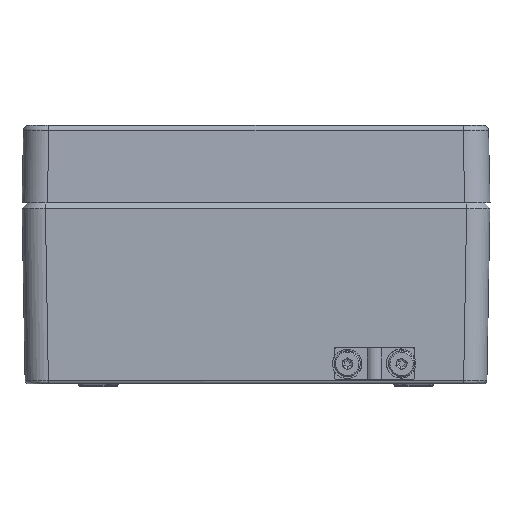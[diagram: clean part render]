
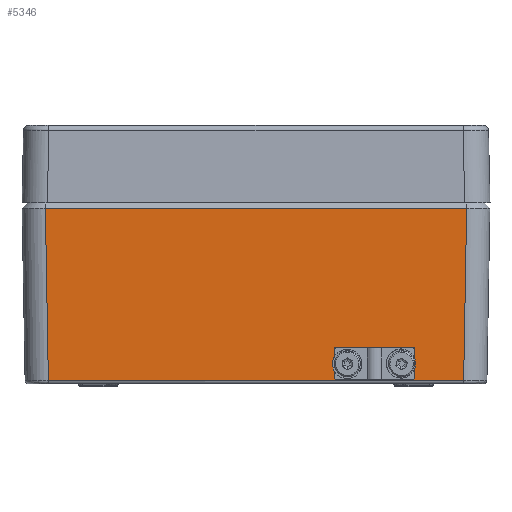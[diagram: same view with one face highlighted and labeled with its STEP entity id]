
A CAD part, left-side view. The second image highlights one B-rep face of the part: STEP entity #5346.
In plain terms, the highlighted planar face has unit normal (-1, 0, -0.018).
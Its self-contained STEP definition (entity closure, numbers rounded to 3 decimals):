
#43 = VERTEX_POINT('',#44);
#44 = CARTESIAN_POINT('',(-89.47,-35.304,-59.027)
  );
#50 = EDGE_CURVE('',#51,#43,#53,.T.);
#51 = VERTEX_POINT('',#52);
#52 = CARTESIAN_POINT('',(-89.365,-35.304,-65.026)
  );
#53 = CIRCLE('',#54,3.);
#54 = AXIS2_PLACEMENT_3D('',#55,#56,#57);
#55 = CARTESIAN_POINT('',(-89.417,-35.304,-62.027)
  );
#56 = DIRECTION('',(-1.,0.,-0.017));
#57 = DIRECTION('',(-0.017,0.,1.));
#85 = VERTEX_POINT('',#86);
#86 = CARTESIAN_POINT('',(-89.47,-56.304,-59.027)
  );
#92 = EDGE_CURVE('',#93,#85,#95,.T.);
#93 = VERTEX_POINT('',#94);
#94 = CARTESIAN_POINT('',(-89.365,-56.304,-65.026)
  );
#95 = CIRCLE('',#96,3.);
#96 = AXIS2_PLACEMENT_3D('',#97,#98,#99);
#97 = CARTESIAN_POINT('',(-89.417,-56.304,-62.027)
  );
#98 = DIRECTION('',(-1.,0.,-0.017));
#99 = DIRECTION('',(-0.017,0.,1.));
#3675 = VERTEX_POINT('',#3676);
#3676 = CARTESIAN_POINT('',(-89.304,80.305,
    -68.526));
#3691 = VERTEX_POINT('',#3692);
#3692 = CARTESIAN_POINT('',(-89.304,-80.305,
    -68.526));
#3705 = EDGE_CURVE('',#3691,#3675,#3706,.T.);
#3706 = LINE('',#3707,#3708);
#3707 = CARTESIAN_POINT('',(-89.304,0.11,
    -68.526));
#3708 = VECTOR('',#3709,1.);
#3709 = DIRECTION('',(0.,1.,0.));
#5346 = ADVANCED_FACE('',(#5347,#5357,#5367),#5392,.F.);
#5347 = FACE_BOUND('',#5348,.T.);
#5348 = EDGE_LOOP('',(#5349,#5356));
#5349 = ORIENTED_EDGE('',*,*,#5350,.F.);
#5350 = EDGE_CURVE('',#43,#51,#5351,.T.);
#5351 = CIRCLE('',#5352,3.);
#5352 = AXIS2_PLACEMENT_3D('',#5353,#5354,#5355);
#5353 = CARTESIAN_POINT('',(-89.417,-35.304,
    -62.027));
#5354 = DIRECTION('',(-1.,0.,-0.017));
#5355 = DIRECTION('',(-0.017,0.,1.));
#5356 = ORIENTED_EDGE('',*,*,#50,.F.);
#5357 = FACE_BOUND('',#5358,.T.);
#5358 = EDGE_LOOP('',(#5359,#5366));
#5359 = ORIENTED_EDGE('',*,*,#5360,.F.);
#5360 = EDGE_CURVE('',#85,#93,#5361,.T.);
#5361 = CIRCLE('',#5362,3.);
#5362 = AXIS2_PLACEMENT_3D('',#5363,#5364,#5365);
#5363 = CARTESIAN_POINT('',(-89.417,-56.304,
    -62.027));
#5364 = DIRECTION('',(-1.,0.,-0.017));
#5365 = DIRECTION('',(-0.017,0.,1.));
#5366 = ORIENTED_EDGE('',*,*,#92,.F.);
#5367 = FACE_BOUND('',#5368,.T.);
#5368 = EDGE_LOOP('',(#5369,#5377,#5378,#5386));
#5369 = ORIENTED_EDGE('',*,*,#5370,.F.);
#5370 = EDGE_CURVE('',#3675,#5371,#5373,.T.);
#5371 = VERTEX_POINT('',#5372);
#5372 = CARTESIAN_POINT('',(-90.465,81.466,
    -2.));
#5373 = LINE('',#5374,#5375);
#5374 = CARTESIAN_POINT('',(-89.304,80.305,-68.526
    ));
#5375 = VECTOR('',#5376,1.);
#5376 = DIRECTION('',(-0.017,0.017,
    1.));
#5377 = ORIENTED_EDGE('',*,*,#3705,.F.);
#5378 = ORIENTED_EDGE('',*,*,#5379,.F.);
#5379 = EDGE_CURVE('',#5380,#3691,#5382,.T.);
#5380 = VERTEX_POINT('',#5381);
#5381 = CARTESIAN_POINT('',(-90.465,-81.466,
    -2.));
#5382 = LINE('',#5383,#5384);
#5383 = CARTESIAN_POINT('',(-90.465,-81.466,
    -2.));
#5384 = VECTOR('',#5385,1.);
#5385 = DIRECTION('',(0.017,0.017,
    -1.));
#5386 = ORIENTED_EDGE('',*,*,#5387,.F.);
#5387 = EDGE_CURVE('',#5371,#5380,#5388,.T.);
#5388 = LINE('',#5389,#5390);
#5389 = CARTESIAN_POINT('',(-90.465,0.,-2.));
#5390 = VECTOR('',#5391,1.);
#5391 = DIRECTION('',(-0.,-1.,-0.));
#5392 = PLANE('',#5393);
#5393 = AXIS2_PLACEMENT_3D('',#5394,#5395,#5396);
#5394 = CARTESIAN_POINT('',(-90.5,0.,0.));
#5395 = DIRECTION('',(1.,-0.,0.017));
#5396 = DIRECTION('',(0.017,0.,-1.));
